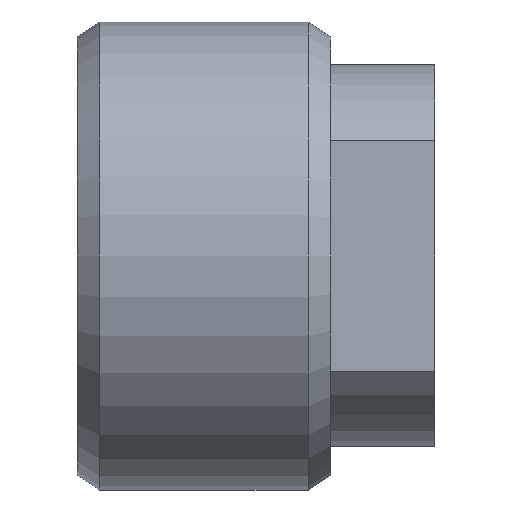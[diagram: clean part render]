
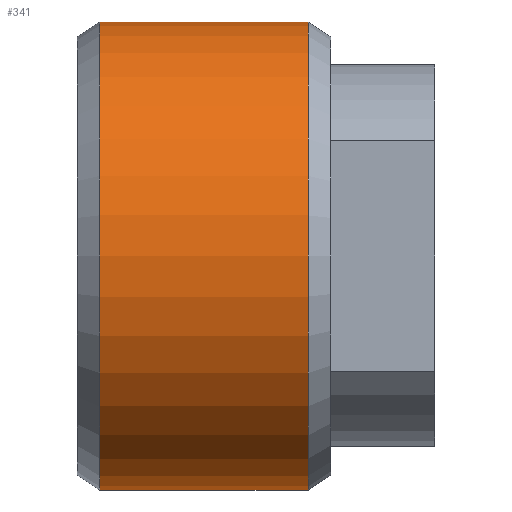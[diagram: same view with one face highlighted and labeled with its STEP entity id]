
A CAD part, front view. The second image highlights one B-rep face of the part: STEP entity #341.
In plain terms, the highlighted cylindrical face has radius 15.7 mm (diameter 31.4 mm), a partial arc.
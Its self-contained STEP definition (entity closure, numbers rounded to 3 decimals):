
#7 = AXIS2_PLACEMENT_3D ( 'NONE', #447, #298, #494 ) ;
#12 = VERTEX_POINT ( 'NONE', #455 ) ;
#15 = ORIENTED_EDGE ( 'NONE', *, *, #328, .F. ) ;
#26 = VERTEX_POINT ( 'NONE', #308 ) ;
#61 = EDGE_CURVE ( 'NONE', #26, #304, #413, .T. ) ;
#90 = FACE_OUTER_BOUND ( 'NONE', #490, .T. ) ;
#122 = CIRCLE ( 'NONE', #7, 15.7 ) ;
#140 = DIRECTION ( 'NONE',  ( -1., 0., 0. ) ) ;
#154 = VECTOR ( 'NONE', #614, 1000. ) ;
#162 = EDGE_CURVE ( 'NONE', #12, #226, #286, .T. ) ;
#171 = CARTESIAN_POINT ( 'NONE',  ( -142.529, 0., -15.7 ) ) ;
#187 = CARTESIAN_POINT ( 'NONE',  ( -142.529, 0., 0. ) ) ;
#193 = DIRECTION ( 'NONE',  ( 0., 0., 1. ) ) ;
#197 = EDGE_CURVE ( 'NONE', #12, #26, #570, .T. ) ;
#226 = VERTEX_POINT ( 'NONE', #481 ) ;
#230 = ORIENTED_EDGE ( 'NONE', *, *, #197, .T. ) ;
#262 = ORIENTED_EDGE ( 'NONE', *, *, #61, .T. ) ;
#279 = AXIS2_PLACEMENT_3D ( 'NONE', #436, #640, #648 ) ;
#286 = LINE ( 'NONE', #171, #563 ) ;
#290 = CARTESIAN_POINT ( 'NONE',  ( -6.682, 0., 15.7 ) ) ;
#298 = DIRECTION ( 'NONE',  ( -1., 0., 0. ) ) ;
#304 = VERTEX_POINT ( 'NONE', #290 ) ;
#308 = CARTESIAN_POINT ( 'NONE',  ( 7.318, 0., 15.7 ) ) ;
#328 = EDGE_CURVE ( 'NONE', #226, #304, #122, .T. ) ;
#341 = ADVANCED_FACE ( 'NONE', ( #90 ), #344, .T. ) ;
#344 = CYLINDRICAL_SURFACE ( 'NONE', #498, 15.7 ) ;
#413 = LINE ( 'NONE', #562, #154 ) ;
#436 = CARTESIAN_POINT ( 'NONE',  ( 7.318, 0., 0. ) ) ;
#447 = CARTESIAN_POINT ( 'NONE',  ( -6.682, 0., 0. ) ) ;
#455 = CARTESIAN_POINT ( 'NONE',  ( 7.318, 0., -15.7 ) ) ;
#481 = CARTESIAN_POINT ( 'NONE',  ( -6.682, 0., -15.7 ) ) ;
#490 = EDGE_LOOP ( 'NONE', ( #653, #230, #262, #15 ) ) ;
#494 = DIRECTION ( 'NONE',  ( 0., 0., 1. ) ) ;
#498 = AXIS2_PLACEMENT_3D ( 'NONE', #187, #140, #193 ) ;
#562 = CARTESIAN_POINT ( 'NONE',  ( -142.529, 0., 15.7 ) ) ;
#563 = VECTOR ( 'NONE', #638, 1000. ) ;
#570 = CIRCLE ( 'NONE', #279, 15.7 ) ;
#614 = DIRECTION ( 'NONE',  ( -1., 0., 0. ) ) ;
#638 = DIRECTION ( 'NONE',  ( -1., 0., 0. ) ) ;
#640 = DIRECTION ( 'NONE',  ( -1., 0., 0. ) ) ;
#648 = DIRECTION ( 'NONE',  ( 0., 0., 1. ) ) ;
#653 = ORIENTED_EDGE ( 'NONE', *, *, #162, .F. ) ;
